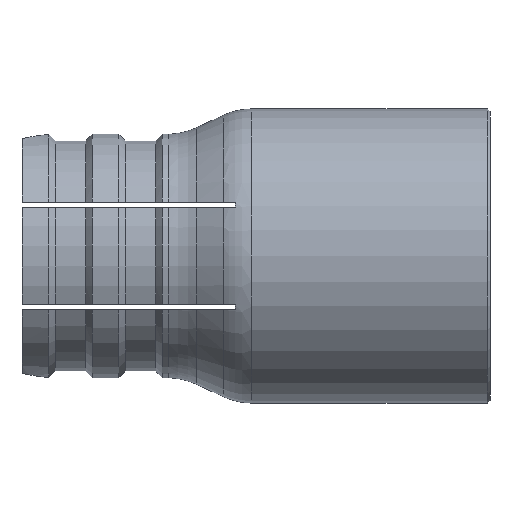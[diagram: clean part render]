
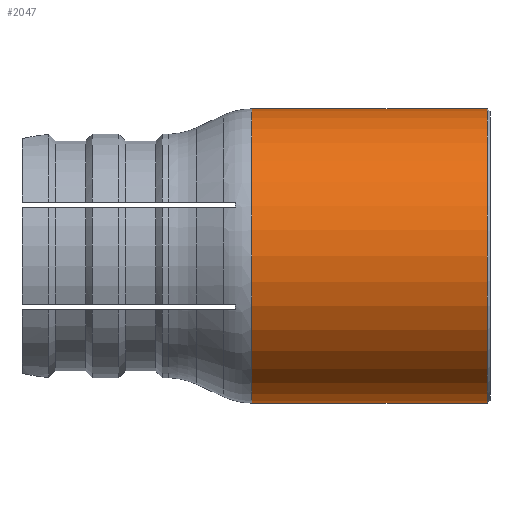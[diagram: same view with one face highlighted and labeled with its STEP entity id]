
A CAD part, front view. The second image highlights one B-rep face of the part: STEP entity #2047.
In plain terms, the highlighted cylindrical face has radius 22 mm (diameter 44 mm), a full revolution.
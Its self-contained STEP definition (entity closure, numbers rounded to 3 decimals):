
#135=CIRCLE('',#2190,22.);
#136=CIRCLE('',#2191,22.);
#139=CIRCLE('',#2196,22.);
#288=FACE_OUTER_BOUND('',#407,.T.);
#407=EDGE_LOOP('',(#1392,#1393,#1394,#1395,#1396));
#522=LINE('',#3239,#630);
#630=VECTOR('',#2484,22.);
#801=VERTEX_POINT('',#3226);
#802=VERTEX_POINT('',#3227);
#805=VERTEX_POINT('',#3237);
#1031=EDGE_CURVE('',#801,#802,#135,.T.);
#1032=EDGE_CURVE('',#802,#801,#136,.T.);
#1036=EDGE_CURVE('',#805,#805,#139,.T.);
#1037=EDGE_CURVE('',#805,#802,#522,.T.);
#1392=ORIENTED_EDGE('',*,*,#1036,.F.);
#1393=ORIENTED_EDGE('',*,*,#1037,.T.);
#1394=ORIENTED_EDGE('',*,*,#1031,.F.);
#1395=ORIENTED_EDGE('',*,*,#1032,.F.);
#1396=ORIENTED_EDGE('',*,*,#1037,.F.);
#2000=CYLINDRICAL_SURFACE('',#2195,22.);
#2047=ADVANCED_FACE('',(#288),#2000,.T.);
#2190=AXIS2_PLACEMENT_3D('',#3228,#2469,#2470);
#2191=AXIS2_PLACEMENT_3D('',#3229,#2471,#2472);
#2195=AXIS2_PLACEMENT_3D('',#3236,#2480,#2481);
#2196=AXIS2_PLACEMENT_3D('',#3238,#2482,#2483);
#2469=DIRECTION('center_axis',(1.,0.,0.));
#2470=DIRECTION('ref_axis',(0.,0.,-1.));
#2471=DIRECTION('center_axis',(1.,0.,0.));
#2472=DIRECTION('ref_axis',(0.,0.,-1.));
#2480=DIRECTION('center_axis',(-1.,0.,0.));
#2481=DIRECTION('ref_axis',(0.,0.,1.));
#2482=DIRECTION('center_axis',(-1.,0.,0.));
#2483=DIRECTION('ref_axis',(0.,0.,-1.));
#2484=DIRECTION('',(1.,0.,0.));
#3226=CARTESIAN_POINT('',(69.6,0.,22.));
#3227=CARTESIAN_POINT('',(69.6,0.,-22.));
#3228=CARTESIAN_POINT('Origin',(69.6,0.,0.));
#3229=CARTESIAN_POINT('Origin',(69.6,0.,0.));
#3236=CARTESIAN_POINT('Origin',(51.055,0.,0.));
#3237=CARTESIAN_POINT('',(34.336,0.,-22.));
#3238=CARTESIAN_POINT('Origin',(34.336,0.,0.));
#3239=CARTESIAN_POINT('',(51.055,0.,-22.));
